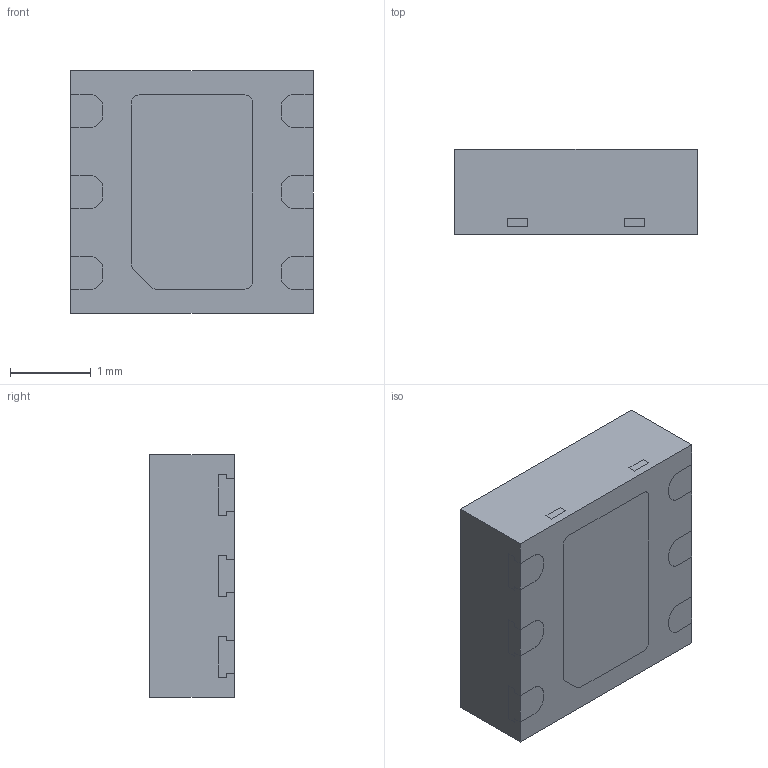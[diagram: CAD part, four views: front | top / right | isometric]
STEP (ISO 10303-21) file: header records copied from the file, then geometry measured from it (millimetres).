
FILE_DESCRIPTION (( 'STEP AP214' ), '1' );
FILE_NAME ('SHT2x.STEP', '2010-02-16T14:45:46', ( 'IT' ), ( '' ), 'SwSTEP 2.0', 'SolidWorks 2009', '' );
FILE_SCHEMA (( 'AUTOMOTIVE_DESIGN' ));
Length unit declared in the file: millimetre
Products named in the file (1): SHT2x
Bounding box: 3 x 1.05 x 3 mm (x, y, z)
Volume: 3.2 mm3; surface area: 57.6 mm2
Topology: 12 solids, 12 shells, 286 faces, 808 edges, 536 vertices
Faces by surface type: plane 212, cylinder 66, bspline 8
Entity records: 12595 total; most frequent: CARTESIAN_POINT 1811, ORIENTED_EDGE 1616, DIRECTION 1474, EDGE_CURVE 808, LINE 660, VECTOR 660, VERTEX_POINT 536, AXIS2_PLACEMENT_3D 407
